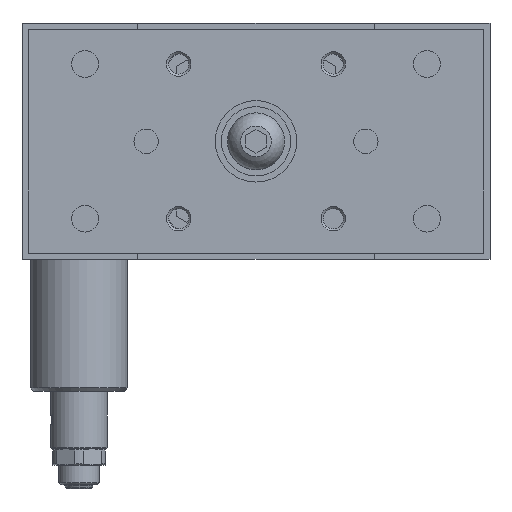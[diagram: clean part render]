
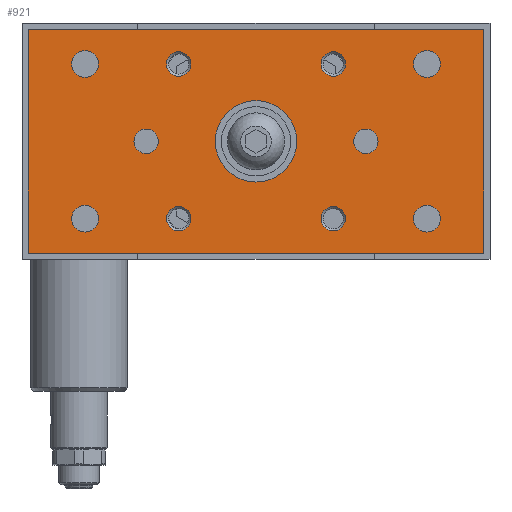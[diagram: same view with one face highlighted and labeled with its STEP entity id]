
A CAD part, left-side view. The second image highlights one B-rep face of the part: STEP entity #921.
In plain terms, the highlighted planar face has unit normal (-1, 0, 0).
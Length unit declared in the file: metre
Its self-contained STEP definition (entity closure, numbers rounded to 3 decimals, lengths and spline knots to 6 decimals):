
#921 = ADVANCED_FACE( '', ( #2224, #2225, #2226, #2227, #2228, #2229, #2230, #2231, #2232, #2233, #2234, #2235 ), #2236, .F. );
#2224 = FACE_BOUND( '', #3901, .T. );
#2225 = FACE_BOUND( '', #3902, .T. );
#2226 = FACE_BOUND( '', #3903, .T. );
#2227 = FACE_BOUND( '', #3904, .T. );
#2228 = FACE_BOUND( '', #3905, .T. );
#2229 = FACE_BOUND( '', #3906, .T. );
#2230 = FACE_BOUND( '', #3907, .T. );
#2231 = FACE_BOUND( '', #3908, .T. );
#2232 = FACE_BOUND( '', #3909, .T. );
#2233 = FACE_BOUND( '', #3910, .T. );
#2234 = FACE_BOUND( '', #3911, .T. );
#2235 = FACE_OUTER_BOUND( '', #3912, .T. );
#2236 = PLANE( '', #3913 );
#3901 = EDGE_LOOP( '', ( #6406 ) );
#3902 = EDGE_LOOP( '', ( #6407 ) );
#3903 = EDGE_LOOP( '', ( #6408 ) );
#3904 = EDGE_LOOP( '', ( #6409 ) );
#3905 = EDGE_LOOP( '', ( #6410 ) );
#3906 = EDGE_LOOP( '', ( #6411 ) );
#3907 = EDGE_LOOP( '', ( #6412 ) );
#3908 = EDGE_LOOP( '', ( #6413 ) );
#3909 = EDGE_LOOP( '', ( #6414 ) );
#3910 = EDGE_LOOP( '', ( #6415 ) );
#3911 = EDGE_LOOP( '', ( #6416 ) );
#3912 = EDGE_LOOP( '', ( #6417, #6418, #6419, #6420 ) );
#3913 = AXIS2_PLACEMENT_3D( '', #6421, #6422, #6423 );
#6406 = ORIENTED_EDGE( '', *, *, #8867, .T. );
#6407 = ORIENTED_EDGE( '', *, *, #8868, .T. );
#6408 = ORIENTED_EDGE( '', *, *, #8299, .F. );
#6409 = ORIENTED_EDGE( '', *, *, #8869, .F. );
#6410 = ORIENTED_EDGE( '', *, *, #8870, .T. );
#6411 = ORIENTED_EDGE( '', *, *, #8167, .F. );
#6412 = ORIENTED_EDGE( '', *, *, #8871, .T. );
#6413 = ORIENTED_EDGE( '', *, *, #8851, .T. );
#6414 = ORIENTED_EDGE( '', *, *, #8776, .F. );
#6415 = ORIENTED_EDGE( '', *, *, #8872, .F. );
#6416 = ORIENTED_EDGE( '', *, *, #8873, .T. );
#6417 = ORIENTED_EDGE( '', *, *, #8865, .T. );
#6418 = ORIENTED_EDGE( '', *, *, #8678, .T. );
#6419 = ORIENTED_EDGE( '', *, *, #8874, .T. );
#6420 = ORIENTED_EDGE( '', *, *, #8733, .T. );
#6421 = CARTESIAN_POINT( '', ( -0.022, -0.056, -0.0565 ) );
#6422 = DIRECTION( '', ( 1., 0., 0. ) );
#6423 = DIRECTION( '', ( 0., 1., 0. ) );
#8167 = EDGE_CURVE( '', #9469, #9469, #9470, .T. );
#8299 = EDGE_CURVE( '', #9687, #9687, #9688, .T. );
#8678 = EDGE_CURVE( '', #10296, #10294, #10297, .T. );
#8733 = EDGE_CURVE( '', #10376, #10374, #10377, .T. );
#8776 = EDGE_CURVE( '', #10434, #10434, #10435, .T. );
#8851 = EDGE_CURVE( '', #10535, #10535, #10536, .T. );
#8865 = EDGE_CURVE( '', #10374, #10296, #10556, .T. );
#8867 = EDGE_CURVE( '', #10558, #10558, #10559, .T. );
#8868 = EDGE_CURVE( '', #10560, #10560, #10561, .T. );
#8869 = EDGE_CURVE( '', #10562, #10562, #10563, .T. );
#8870 = EDGE_CURVE( '', #10564, #10564, #10565, .T. );
#8871 = EDGE_CURVE( '', #10566, #10566, #10567, .T. );
#8872 = EDGE_CURVE( '', #10568, #10568, #10569, .T. );
#8873 = EDGE_CURVE( '', #10570, #10570, #10571, .T. );
#8874 = EDGE_CURVE( '', #10294, #10376, #10572, .T. );
#9469 = VERTEX_POINT( '', #11339 );
#9470 = CIRCLE( '', #11340, 0.003 );
#9687 = VERTEX_POINT( '', #11729 );
#9688 = CIRCLE( '', #11730, 0.003 );
#10294 = VERTEX_POINT( '', #12821 );
#10296 = VERTEX_POINT( '', #12824 );
#10297 = LINE( '', #12825, #12826 );
#10374 = VERTEX_POINT( '', #13050 );
#10376 = VERTEX_POINT( '', #13053 );
#10377 = LINE( '', #13054, #13055 );
#10434 = VERTEX_POINT( '', #13223 );
#10435 = CIRCLE( '', #13224, 0.0033 );
#10535 = VERTEX_POINT( '', #13371 );
#10536 = CIRCLE( '', #13372, 0.0033 );
#10556 = LINE( '', #13394, #13395 );
#10558 = VERTEX_POINT( '', #13397 );
#10559 = CIRCLE( '', #13398, 0.01 );
#10560 = VERTEX_POINT( '', #13399 );
#10561 = CIRCLE( '', #13400, 0.003 );
#10562 = VERTEX_POINT( '', #13401 );
#10563 = CIRCLE( '', #13402, 0.003 );
#10564 = VERTEX_POINT( '', #13403 );
#10565 = CIRCLE( '', #13404, 0.003 );
#10566 = VERTEX_POINT( '', #13405 );
#10567 = CIRCLE( '', #13406, 0.003 );
#10568 = VERTEX_POINT( '', #13407 );
#10569 = CIRCLE( '', #13408, 0.0033 );
#10570 = VERTEX_POINT( '', #13409 );
#10571 = CIRCLE( '', #13410, 0.0033 );
#10572 = LINE( '', #13411, #13412 );
#11339 = CARTESIAN_POINT( '', ( -0.022, -0.027, -0.032 ) );
#11340 = AXIS2_PLACEMENT_3D( '', #14383, #14384, #14385 );
#11729 = CARTESIAN_POINT( '', ( -0.022, 0.019, -0.045 ) );
#11730 = AXIS2_PLACEMENT_3D( '', #14569, #14570, #14571 );
#12821 = CARTESIAN_POINT( '', ( -0.022, 0.056, -0.0015 ) );
#12824 = CARTESIAN_POINT( '', ( -0.022, -0.056, -0.0015 ) );
#12825 = CARTESIAN_POINT( '', ( -0.022, -0.056, -0.0015 ) );
#12826 = VECTOR( '', #15090, 1. );
#13050 = CARTESIAN_POINT( '', ( -0.022, -0.056, -0.0565 ) );
#13053 = CARTESIAN_POINT( '', ( -0.022, 0.056, -0.0565 ) );
#13054 = CARTESIAN_POINT( '', ( -0.022, 0.056, -0.0565 ) );
#13055 = VECTOR( '', #15142, 1. );
#13223 = CARTESIAN_POINT( '', ( -0.022, 0.042, -0.0513 ) );
#13224 = AXIS2_PLACEMENT_3D( '', #15186, #15187, #15188 );
#13371 = CARTESIAN_POINT( '', ( -0.022, -0.042, -0.0513 ) );
#13372 = AXIS2_PLACEMENT_3D( '', #15257, #15258, #15259 );
#13394 = CARTESIAN_POINT( '', ( -0.022, -0.056, -0.0565 ) );
#13395 = VECTOR( '', #15280, 1. );
#13397 = CARTESIAN_POINT( '', ( -0.022, 0., -0.039 ) );
#13398 = AXIS2_PLACEMENT_3D( '', #15281, #15282, #15283 );
#13399 = CARTESIAN_POINT( '', ( -0.022, -0.019, -0.045 ) );
#13400 = AXIS2_PLACEMENT_3D( '', #15284, #15285, #15286 );
#13401 = CARTESIAN_POINT( '', ( -0.022, -0.019, -0.013 ) );
#13402 = AXIS2_PLACEMENT_3D( '', #15287, #15288, #15289 );
#13403 = CARTESIAN_POINT( '', ( -0.022, 0.019, -0.013 ) );
#13404 = AXIS2_PLACEMENT_3D( '', #15290, #15291, #15292 );
#13405 = CARTESIAN_POINT( '', ( -0.022, 0.027, -0.032 ) );
#13406 = AXIS2_PLACEMENT_3D( '', #15293, #15294, #15295 );
#13407 = CARTESIAN_POINT( '', ( -0.022, -0.042, -0.0067 ) );
#13408 = AXIS2_PLACEMENT_3D( '', #15296, #15297, #15298 );
#13409 = CARTESIAN_POINT( '', ( -0.022, 0.042, -0.0067 ) );
#13410 = AXIS2_PLACEMENT_3D( '', #15299, #15300, #15301 );
#13411 = CARTESIAN_POINT( '', ( -0.022, 0.056, -0.0015 ) );
#13412 = VECTOR( '', #15302, 1. );
#14383 = CARTESIAN_POINT( '', ( -0.022, -0.027, -0.029 ) );
#14384 = DIRECTION( '', ( -1., 0., 0. ) );
#14385 = DIRECTION( '', ( 0., 0., -1. ) );
#14569 = CARTESIAN_POINT( '', ( -0.022, 0.019, -0.048 ) );
#14570 = DIRECTION( '', ( -1., 0., 0. ) );
#14571 = DIRECTION( '', ( 0., 0., 1. ) );
#15090 = DIRECTION( '', ( 0., 1., 0. ) );
#15142 = DIRECTION( '', ( 0., -1., 0. ) );
#15186 = CARTESIAN_POINT( '', ( -0.022, 0.042, -0.048 ) );
#15187 = DIRECTION( '', ( -1., 0., 0. ) );
#15188 = DIRECTION( '', ( 0., 0., -1. ) );
#15257 = CARTESIAN_POINT( '', ( -0.022, -0.042, -0.048 ) );
#15258 = DIRECTION( '', ( 1., 0., 0. ) );
#15259 = DIRECTION( '', ( 0., 0., -1. ) );
#15280 = DIRECTION( '', ( 0., 0., 1. ) );
#15281 = CARTESIAN_POINT( '', ( -0.022, 0., -0.029 ) );
#15282 = DIRECTION( '', ( 1., 0., 0. ) );
#15283 = DIRECTION( '', ( 0., 0., -1. ) );
#15284 = CARTESIAN_POINT( '', ( -0.022, -0.019, -0.048 ) );
#15285 = DIRECTION( '', ( 1., 0., 0. ) );
#15286 = DIRECTION( '', ( 0., 0., 1. ) );
#15287 = CARTESIAN_POINT( '', ( -0.022, -0.019, -0.01 ) );
#15288 = DIRECTION( '', ( -1., 0., 0. ) );
#15289 = DIRECTION( '', ( 0., 0., -1. ) );
#15290 = CARTESIAN_POINT( '', ( -0.022, 0.019, -0.01 ) );
#15291 = DIRECTION( '', ( 1., 0., 0. ) );
#15292 = DIRECTION( '', ( 0., 0., -1. ) );
#15293 = CARTESIAN_POINT( '', ( -0.022, 0.027, -0.029 ) );
#15294 = DIRECTION( '', ( 1., 0., 0. ) );
#15295 = DIRECTION( '', ( 0., 0., -1. ) );
#15296 = CARTESIAN_POINT( '', ( -0.022, -0.042, -0.01 ) );
#15297 = DIRECTION( '', ( -1., 0., 0. ) );
#15298 = DIRECTION( '', ( 0., 0., 1. ) );
#15299 = CARTESIAN_POINT( '', ( -0.022, 0.042, -0.01 ) );
#15300 = DIRECTION( '', ( 1., 0., 0. ) );
#15301 = DIRECTION( '', ( 0., 0., 1. ) );
#15302 = DIRECTION( '', ( 0., 0., -1. ) );
